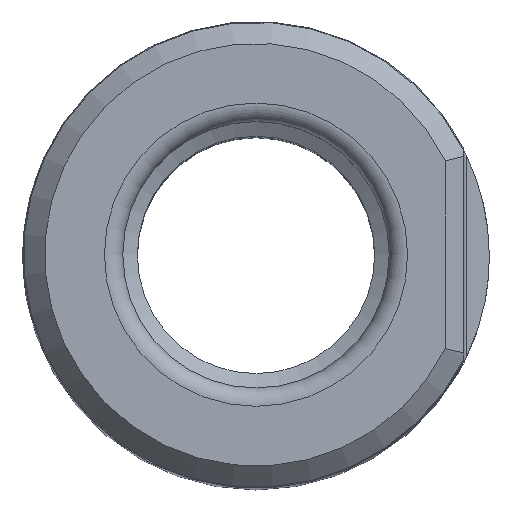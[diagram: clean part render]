
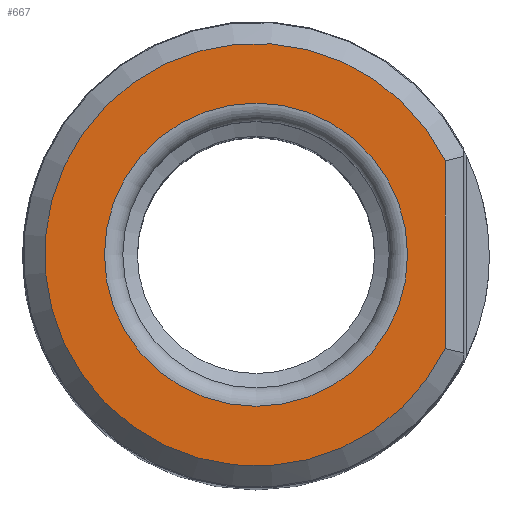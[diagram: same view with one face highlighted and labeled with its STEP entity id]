
A CAD part, top view. The second image highlights one B-rep face of the part: STEP entity #667.
In plain terms, the highlighted planar face has unit normal (0, 0, 1).
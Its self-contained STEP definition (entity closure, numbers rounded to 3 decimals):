
#59=LINE('',#918,#67);
#67=VECTOR('',#779,1000.);
#75=ORIENTED_EDGE('',*,*,#177,.T.);
#76=ORIENTED_EDGE('',*,*,#178,.T.);
#77=ORIENTED_EDGE('',*,*,#179,.T.);
#177=EDGE_CURVE('',#228,#228,#270,.F.);
#178=EDGE_CURVE('',#229,#230,#271,.T.);
#179=EDGE_CURVE('',#230,#229,#59,.T.);
#228=VERTEX_POINT('',#914);
#229=VERTEX_POINT('',#916);
#230=VERTEX_POINT('',#917);
#270=CIRCLE('',#707,8.25);
#271=CIRCLE('',#708,11.5);
#300=EDGE_LOOP('',(#75));
#301=EDGE_LOOP('',(#76,#77));
#359=FACE_BOUND('',#300,.T.);
#360=FACE_BOUND('',#301,.T.);
#418=PLANE('',#706);
#667=ADVANCED_FACE('',(#359,#360),#418,.T.);
#706=AXIS2_PLACEMENT_3D('',#912,#773,#774);
#707=AXIS2_PLACEMENT_3D('',#913,#775,#776);
#708=AXIS2_PLACEMENT_3D('',#915,#777,#778);
#773=DIRECTION('',(0.,0.,1.));
#774=DIRECTION('',(1.,0.,0.));
#775=DIRECTION('',(0.,0.,1.));
#776=DIRECTION('',(1.,0.,0.));
#777=DIRECTION('',(0.,0.,1.));
#778=DIRECTION('',(1.,0.,0.));
#779=DIRECTION('',(0.,1.,0.));
#912=CARTESIAN_POINT('',(0.,0.,110.));
#913=CARTESIAN_POINT('',(0.,0.,110.));
#914=CARTESIAN_POINT('',(8.25,0.,110.));
#915=CARTESIAN_POINT('',(0.,0.,110.));
#916=CARTESIAN_POINT('',(10.3,5.115,110.));
#917=CARTESIAN_POINT('',(10.3,-5.115,110.));
#918=CARTESIAN_POINT('',(10.3,0.,110.));
